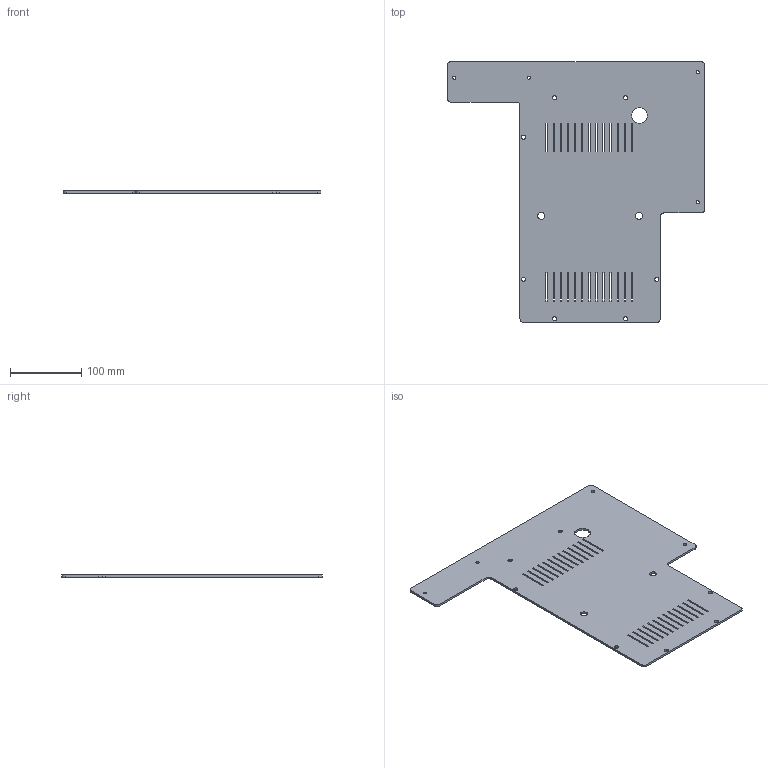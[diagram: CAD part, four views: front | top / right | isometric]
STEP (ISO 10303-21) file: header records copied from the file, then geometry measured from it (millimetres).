
FILE_DESCRIPTION (( 'STEP AP203' ), '1' );
FILE_NAME ('13-018426.step', '2022-01-07T14:40:02', ( '' ), ( '' ), 'SwSTEP 2.0', 'SolidWorks 2021', '' );
FILE_SCHEMA (( 'CONFIG_CONTROL_DESIGN' ));
Length unit declared in the file: millimetre
Products named in the file (1): 13-018426
Bounding box: 362.5 x 367 x 3 mm (x, y, z)
Volume: 266392.3 mm3; surface area: 189420.5 mm2
Topology: 1 solids, 1 shells, 150 faces, 444 edges, 296 vertices
Faces by surface type: plane 114, cylinder 36
Entity records: 5217 total; most frequent: CARTESIAN_POINT 891, ORIENTED_EDGE 888, DIRECTION 818, EDGE_CURVE 444, VECTOR 372, LINE 372, VERTEX_POINT 296, EDGE_LOOP 230
